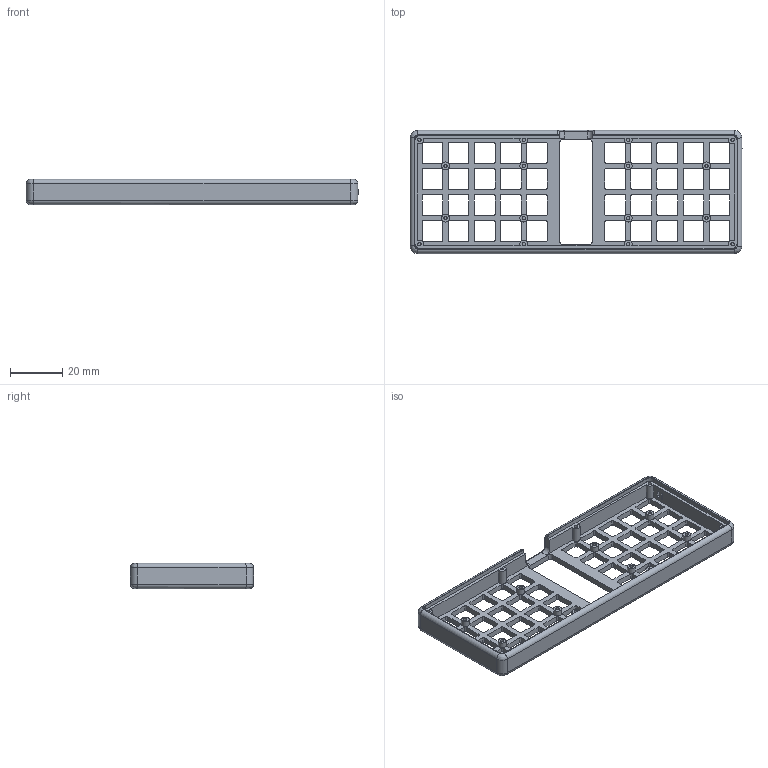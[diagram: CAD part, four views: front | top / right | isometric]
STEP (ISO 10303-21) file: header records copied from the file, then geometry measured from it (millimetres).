
FILE_DESCRIPTION(/* description */ (''),/* implementation_level */ '2;1');
FILE_NAME(/* name */ 'bunchiez40 v10.step',/* time_stamp */ '2023-11-26T12:49:39-06:00',/* author */ (''),/* organization */ (''),/* preprocessor_version */ 'ST-DEVELOPER v20',/* originating_system */ 'Autodesk Translation Framework v12.14.0.127',/* authorisation */ '');
FILE_SCHEMA (('AUTOMOTIVE_DESIGN { 1 0 10303 214 3 1 1 }'));
Length unit declared in the file: millimetre
Products named in the file (2): bunchiez40; case_holes (1)
Assembly tree (1 placements, depth 2):
  bunchiez40
    case_holes (1)
Bounding box: 127.2 x 47.2 x 9.8 mm (x, y, z)
Volume: 13082.4 mm3; surface area: 14530.5 mm2
Topology: 1 solids, 1 shells, 459 faces, 1273 edges, 840 vertices
Faces by surface type: cylinder 228, plane 217, bspline 14
Full cylindrical faces by diameter (mm): 1.3 x16, 3 x8
Entity records: 15816 total; most frequent: CARTESIAN_POINT 3507, DIRECTION 2587, ORIENTED_EDGE 2546, EDGE_CURVE 1273, AXIS2_PLACEMENT_3D 894, VERTEX_POINT 840, LINE 799, VECTOR 799
